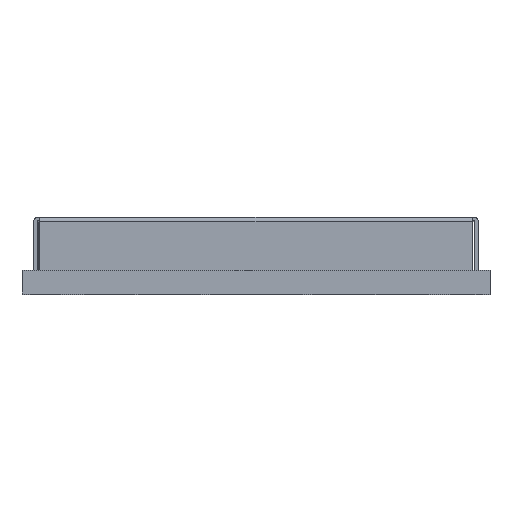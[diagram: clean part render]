
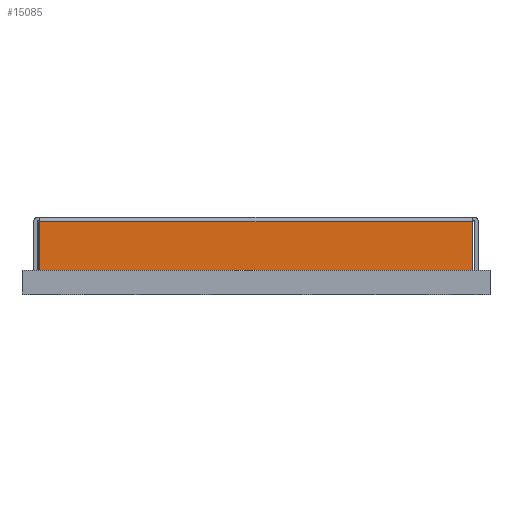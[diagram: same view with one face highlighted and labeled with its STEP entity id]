
A CAD part, top view. The second image highlights one B-rep face of the part: STEP entity #15085.
In plain terms, the highlighted planar face has unit normal (0, 0, 1).
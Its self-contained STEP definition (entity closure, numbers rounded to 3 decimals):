
#650 = DIRECTION ( 'NONE',  ( 1., 0., 0. ) ) ;
#2139 = CARTESIAN_POINT ( 'NONE',  ( -7.304, 27.797, 8.45 ) ) ;
#2857 = ORIENTED_EDGE ( 'NONE', *, *, #29788, .T. ) ;
#3212 = VECTOR ( 'NONE', #14757, 1000. ) ;
#3515 = CARTESIAN_POINT ( 'NONE',  ( -7.5, 27.797, 8.45 ) ) ;
#3548 = VERTEX_POINT ( 'NONE', #10109 ) ;
#3698 = AXIS2_PLACEMENT_3D ( 'NONE', #3515, #30571, #21863 ) ;
#4625 = LINE ( 'NONE', #2139, #6175 ) ;
#5515 = DIRECTION ( 'NONE',  ( -1., 0., 0. ) ) ;
#5830 = FACE_OUTER_BOUND ( 'NONE', #9831, .T. ) ;
#6159 = LINE ( 'NONE', #27870, #35037 ) ;
#6175 = VECTOR ( 'NONE', #26516, 1000. ) ;
#6905 = ORIENTED_EDGE ( 'NONE', *, *, #17884, .T. ) ;
#9831 = EDGE_LOOP ( 'NONE', ( #20700, #2857, #31685, #6905 ) ) ;
#10109 = CARTESIAN_POINT ( 'NONE',  ( -7.304, 2.455, 8.45 ) ) ;
#11031 = CARTESIAN_POINT ( 'NONE',  ( -7.304, 2.455, 8.45 ) ) ;
#14364 = PLANE ( 'NONE',  #3698 ) ;
#14757 = DIRECTION ( 'NONE',  ( 0., 1., 0. ) ) ;
#15085 = ADVANCED_FACE ( 'NONE', ( #5830 ), #14364, .F. ) ;
#16532 = CARTESIAN_POINT ( 'NONE',  ( 7.304, 0.8, 8.45 ) ) ;
#17408 = CARTESIAN_POINT ( 'NONE',  ( 7.304, 27.797, 8.45 ) ) ;
#17432 = VERTEX_POINT ( 'NONE', #16532 ) ;
#17612 = VERTEX_POINT ( 'NONE', #34339 ) ;
#17884 = EDGE_CURVE ( 'NONE', #17612, #17432, #6159, .T. ) ;
#19272 = VECTOR ( 'NONE', #5515, 1000. ) ;
#19654 = VERTEX_POINT ( 'NONE', #23564 ) ;
#20700 = ORIENTED_EDGE ( 'NONE', *, *, #31038, .T. ) ;
#21863 = DIRECTION ( 'NONE',  ( -1., 0., 0. ) ) ;
#23564 = CARTESIAN_POINT ( 'NONE',  ( 7.304, 2.455, 8.45 ) ) ;
#24395 = LINE ( 'NONE', #11031, #19272 ) ;
#26516 = DIRECTION ( 'NONE',  ( 0., -1., 0. ) ) ;
#27870 = CARTESIAN_POINT ( 'NONE',  ( -7.5, 0.8, 8.45 ) ) ;
#29788 = EDGE_CURVE ( 'NONE', #19654, #3548, #24395, .T. ) ;
#30571 = DIRECTION ( 'NONE',  ( 0., 0., -1. ) ) ;
#30599 = LINE ( 'NONE', #17408, #3212 ) ;
#31038 = EDGE_CURVE ( 'NONE', #17432, #19654, #30599, .T. ) ;
#31685 = ORIENTED_EDGE ( 'NONE', *, *, #34007, .T. ) ;
#34007 = EDGE_CURVE ( 'NONE', #3548, #17612, #4625, .T. ) ;
#34339 = CARTESIAN_POINT ( 'NONE',  ( -7.304, 0.8, 8.45 ) ) ;
#35037 = VECTOR ( 'NONE', #650, 1000. ) ;
